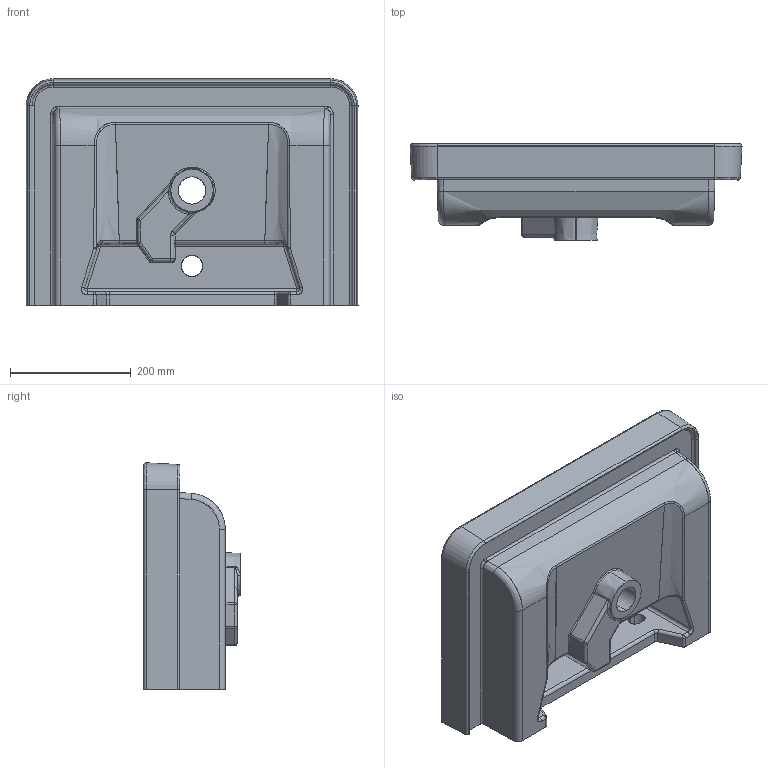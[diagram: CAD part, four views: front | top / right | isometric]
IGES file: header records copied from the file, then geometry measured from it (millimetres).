
Start section: SolidWorks IGES file using analytic representation for surfaces
Global section: file name: HY055B_IGS_V11021.IGS; native system: SolidWorks 2019; preprocessor: SolidWorks 2019; author: adam.jones; date: 211026.090525; units: millimetre
Bounding box: 549.57 x 160 x 374.78 mm (x, y, z)
Surface area: 799585.9 mm2 (no closed solid volume)
Topology: 0 solids, 0 shells, 200 faces, 2246 edges, 2236 vertices
Faces by surface type: bspline 102, revolution 98
